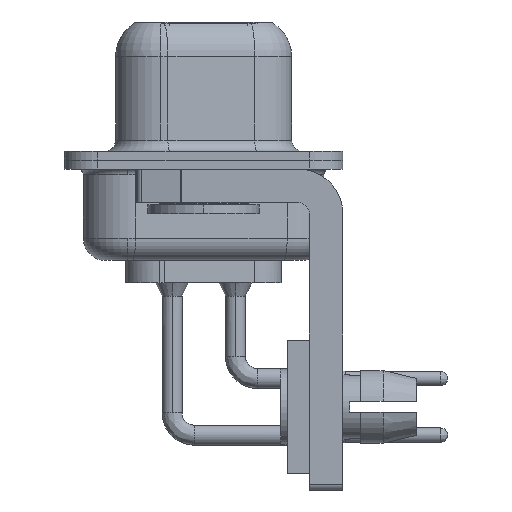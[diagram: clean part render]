
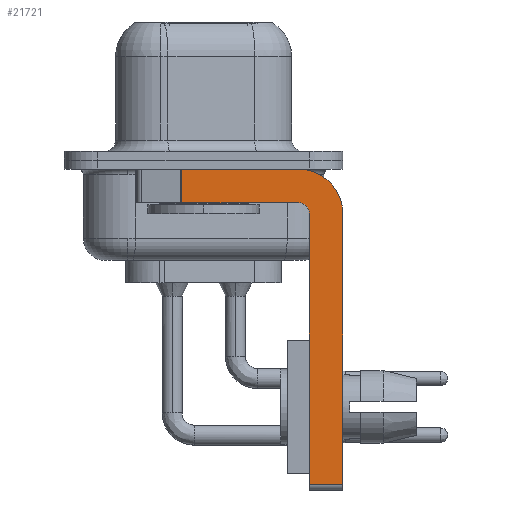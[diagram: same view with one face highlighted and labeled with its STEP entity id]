
A CAD part, left-side view. The second image highlights one B-rep face of the part: STEP entity #21721.
In plain terms, the highlighted planar face has unit normal (-1, 0, 0).
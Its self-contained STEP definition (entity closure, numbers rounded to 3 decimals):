
#446 = DIRECTION ( 'NONE',  ( 0., 0., -1. ) ) ;
#794 = CARTESIAN_POINT ( 'NONE',  ( -2.9, -6.25, -2.4 ) ) ;
#917 = EDGE_CURVE ( 'NONE', #1900, #3840, #14923, .T. ) ;
#1220 = CIRCLE ( 'NONE', #15870, 2. ) ;
#1429 = DIRECTION ( 'NONE',  ( 1., 0., 0. ) ) ;
#1509 = CARTESIAN_POINT ( 'NONE',  ( -2.9, 0.978, -1.9 ) ) ;
#1900 = VERTEX_POINT ( 'NONE', #19838 ) ;
#1903 = ORIENTED_EDGE ( 'NONE', *, *, #15771, .F. ) ;
#2277 = ORIENTED_EDGE ( 'NONE', *, *, #8808, .F. ) ;
#2700 = ORIENTED_EDGE ( 'NONE', *, *, #9371, .F. ) ;
#2865 = ORIENTED_EDGE ( 'NONE', *, *, #917, .T. ) ;
#3491 = DIRECTION ( 'NONE',  ( 0., -1., 0. ) ) ;
#3650 = ORIENTED_EDGE ( 'NONE', *, *, #12206, .T. ) ;
#3759 = VECTOR ( 'NONE', #6082, 1000. ) ;
#3840 = VERTEX_POINT ( 'NONE', #1509 ) ;
#4193 = CARTESIAN_POINT ( 'NONE',  ( -2.9, 0.978, -1.9 ) ) ;
#4847 = AXIS2_PLACEMENT_3D ( 'NONE', #18005, #7801, #19699 ) ;
#5431 = CARTESIAN_POINT ( 'NONE',  ( -2.9, -6.25, -2.4 ) ) ;
#5582 = CARTESIAN_POINT ( 'NONE',  ( -2.9, -6.25, -14.55 ) ) ;
#6082 = DIRECTION ( 'NONE',  ( 0., 0., 1. ) ) ;
#6979 = PLANE ( 'NONE',  #8605 ) ;
#7801 = DIRECTION ( 'NONE',  ( -1., 0., 0. ) ) ;
#7968 = DIRECTION ( 'NONE',  ( 0., -1., 0. ) ) ;
#7983 = ORIENTED_EDGE ( 'NONE', *, *, #11175, .F. ) ;
#8162 = EDGE_LOOP ( 'NONE', ( #2277, #2865, #7983, #9722, #2700, #3650, #1903, #14726 ) ) ;
#8605 = AXIS2_PLACEMENT_3D ( 'NONE', #17159, #18888, #8668 ) ;
#8668 = DIRECTION ( 'NONE',  ( 0., 0., -1. ) ) ;
#8748 = VECTOR ( 'NONE', #446, 1000. ) ;
#8780 = LINE ( 'NONE', #17978, #3759 ) ;
#8808 = EDGE_CURVE ( 'NONE', #1900, #9115, #16776, .T. ) ;
#9115 = VERTEX_POINT ( 'NONE', #13790 ) ;
#9371 = EDGE_CURVE ( 'NONE', #12516, #19771, #8780, .T. ) ;
#9722 = ORIENTED_EDGE ( 'NONE', *, *, #12875, .F. ) ;
#11175 = EDGE_CURVE ( 'NONE', #21639, #3840, #17406, .T. ) ;
#11483 = CARTESIAN_POINT ( 'NONE',  ( -2.9, -4.25, -2.4 ) ) ;
#11638 = CARTESIAN_POINT ( 'NONE',  ( -2.9, -4.75, -14.55 ) ) ;
#12206 = EDGE_CURVE ( 'NONE', #12516, #14594, #21896, .T. ) ;
#12432 = EDGE_CURVE ( 'NONE', #9115, #20036, #1220, .T. ) ;
#12516 = VERTEX_POINT ( 'NONE', #11638 ) ;
#12804 = VECTOR ( 'NONE', #16515, 1000. ) ;
#12875 = EDGE_CURVE ( 'NONE', #19771, #21639, #20788, .T. ) ;
#13160 = DIRECTION ( 'NONE',  ( 0., 0., -1. ) ) ;
#13200 = LINE ( 'NONE', #5431, #8748 ) ;
#13506 = CARTESIAN_POINT ( 'NONE',  ( -2.9, -4.25, -1.9 ) ) ;
#13790 = CARTESIAN_POINT ( 'NONE',  ( -2.9, -4.25, -0.4 ) ) ;
#14398 = VECTOR ( 'NONE', #17493, 1000. ) ;
#14594 = VERTEX_POINT ( 'NONE', #5582 ) ;
#14723 = CARTESIAN_POINT ( 'NONE',  ( -2.9, -4.25, -1.9 ) ) ;
#14726 = ORIENTED_EDGE ( 'NONE', *, *, #12432, .F. ) ;
#14923 = LINE ( 'NONE', #4193, #14398 ) ;
#15055 = CARTESIAN_POINT ( 'NONE',  ( -2.9, -4.75, -2.4 ) ) ;
#15771 = EDGE_CURVE ( 'NONE', #20036, #14594, #13200, .T. ) ;
#15807 = FACE_OUTER_BOUND ( 'NONE', #8162, .T. ) ;
#15870 = AXIS2_PLACEMENT_3D ( 'NONE', #11483, #1429, #13160 ) ;
#16515 = DIRECTION ( 'NONE',  ( 0., 1., 0. ) ) ;
#16776 = LINE ( 'NONE', #21499, #21865 ) ;
#17055 = CARTESIAN_POINT ( 'NONE',  ( -2.9, -4.25, -14.55 ) ) ;
#17159 = CARTESIAN_POINT ( 'NONE',  ( -2.9, -4.25, -2.4 ) ) ;
#17365 = VECTOR ( 'NONE', #3491, 1000. ) ;
#17406 = LINE ( 'NONE', #14723, #12804 ) ;
#17493 = DIRECTION ( 'NONE',  ( 0., 0., -1. ) ) ;
#17978 = CARTESIAN_POINT ( 'NONE',  ( -2.9, -4.75, -14.8 ) ) ;
#18005 = CARTESIAN_POINT ( 'NONE',  ( -2.9, -4.25, -2.4 ) ) ;
#18888 = DIRECTION ( 'NONE',  ( 1., 0., 0. ) ) ;
#19699 = DIRECTION ( 'NONE',  ( 0., 0., 1. ) ) ;
#19771 = VERTEX_POINT ( 'NONE', #15055 ) ;
#19838 = CARTESIAN_POINT ( 'NONE',  ( -2.9, 0.978, -0.4 ) ) ;
#20036 = VERTEX_POINT ( 'NONE', #794 ) ;
#20788 = CIRCLE ( 'NONE', #4847, 0.5 ) ;
#21499 = CARTESIAN_POINT ( 'NONE',  ( -2.9, 3., -0.4 ) ) ;
#21639 = VERTEX_POINT ( 'NONE', #13506 ) ;
#21721 = ADVANCED_FACE ( 'NONE', ( #15807 ), #6979, .F. ) ;
#21865 = VECTOR ( 'NONE', #7968, 1000. ) ;
#21896 = LINE ( 'NONE', #17055, #17365 ) ;
